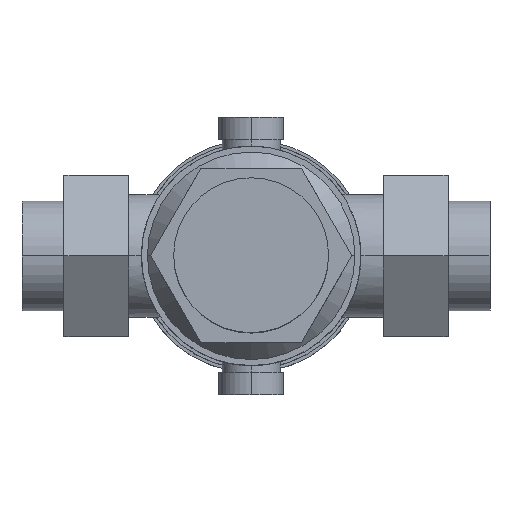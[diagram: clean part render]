
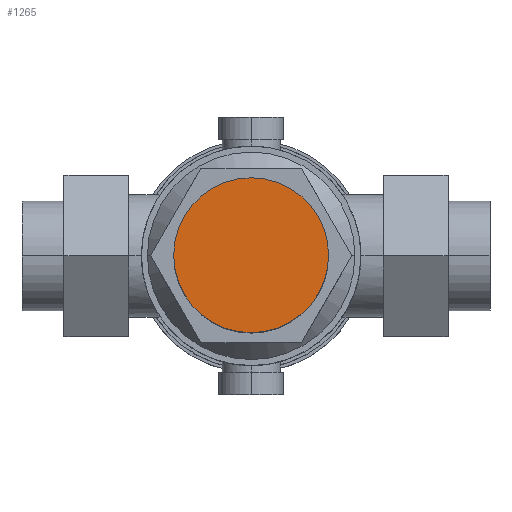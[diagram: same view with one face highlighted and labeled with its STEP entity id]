
A CAD part, top view. The second image highlights one B-rep face of the part: STEP entity #1265.
In plain terms, the highlighted planar face has unit normal (0, 0, 1).
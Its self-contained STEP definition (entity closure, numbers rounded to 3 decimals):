
#565=VERTEX_POINT('',#1436);
#575=EDGE_CURVE('',#883,#565,#1446,.T.);
#883=VERTEX_POINT('',#1787);
#1191=EDGE_CURVE('',#565,#883,#2130,.T.);
#1265=ADVANCED_FACE('',(#2212),#2213,.T.);
#1436=CARTESIAN_POINT('',(24.0,0.,140.0));
#1446=CIRCLE('',#2554,24.0);
#1787=CARTESIAN_POINT('',(-24.0,0.0,140.0));
#2130=CIRCLE('',#3979,24.0);
#2212=FACE_OUTER_BOUND('',#4137,.T.);
#2213=PLANE('',#4138);
#2554=AXIS2_PLACEMENT_3D('',#4376,#4377,#4378);
#3979=AXIS2_PLACEMENT_3D('',#5174,#5175,#5176);
#4137=EDGE_LOOP('',(#5254,#5255));
#4138=AXIS2_PLACEMENT_3D('',#5256,#5257,#5258);
#4376=CARTESIAN_POINT('',(0.0,0.0,140.0));
#4377=DIRECTION('',(0.0,0.0,1.0));
#4378=DIRECTION('',(-1.0,0.0,0.0));
#5174=CARTESIAN_POINT('',(0.0,0.0,140.0));
#5175=DIRECTION('',(0.0,0.0,1.0));
#5176=DIRECTION('',(-1.0,0.0,0.0));
#5254=ORIENTED_EDGE('',*,*,#575,.T.);
#5255=ORIENTED_EDGE('',*,*,#1191,.T.);
#5256=CARTESIAN_POINT('',(0.0,0.0,140.0));
#5257=DIRECTION('',(0.0,0.0,1.0));
#5258=DIRECTION('',(-1.0,0.0,0.0));
